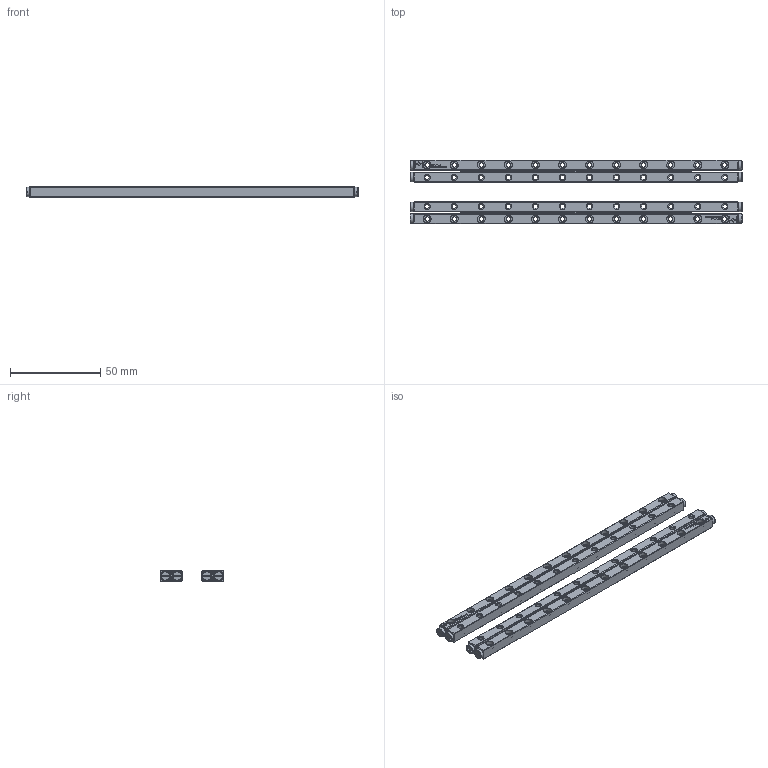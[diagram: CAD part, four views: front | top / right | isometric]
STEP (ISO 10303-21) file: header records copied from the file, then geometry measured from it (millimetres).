
FILE_DESCRIPTION(/* description */ (''),/* implementation_level */ '2;1');
FILE_NAME(/* name */ 'Set RSD-2180x32AA_stp.stp',/* time_stamp */ '2025-02-18T14:05:20+01:00',/* author */ (''),/* organization */ (''),/* preprocessor_version */ 'ST-DEVELOPER v16.7',/* originating_system */ 'SIEMENS PLM Software NX 12.0',/* authorisation */ '');
FILE_SCHEMA (('AUTOMOTIVE_DESIGN { 1 0 10303 214 3 1 1 1 }'));
Products named in the file (1): Set RSD-2180x32AA_stp
Bounding box: 184 x 35 x 6 mm (x, y, z)
Volume: 21458.2 mm3; surface area: 24243.5 mm2
Topology: 78 solids, 78 shells, 3880 faces, 10152 edges, 6568 vertices
Faces by surface type: plane 2164, cylinder 1092, bspline 360, cone 264
Full cylindrical faces by diameter (mm): 2 x64, 2.135 x8, 2.459 x48, 2.5 x8, 2.7 x8, 4.3 x48, 5.2 x8
Entity records: 125509 total; most frequent: CARTESIAN_POINT 24913, ORIENTED_EDGE 18960, DIRECTION 18178, EDGE_CURVE 9480, VERTEX_POINT 6344, LINE 6224, VECTOR 6224, AXIS2_PLACEMENT_3D 5977
